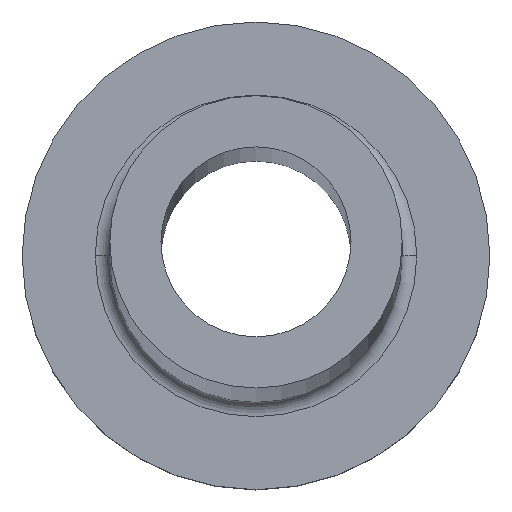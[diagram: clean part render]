
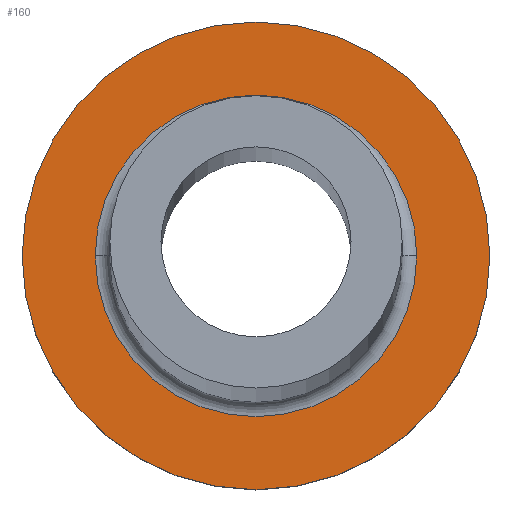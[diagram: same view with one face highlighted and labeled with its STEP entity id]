
A CAD part, top view. The second image highlights one B-rep face of the part: STEP entity #160.
In plain terms, the highlighted planar face has unit normal (0, 0, 1).
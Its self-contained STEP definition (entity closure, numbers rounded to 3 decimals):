
#18 = CARTESIAN_POINT ( 'NONE',  ( 0., 0., 5. ) ) ;
#25 = FACE_OUTER_BOUND ( 'NONE', #354, .T. ) ;
#27 = AXIS2_PLACEMENT_3D ( 'NONE', #126, #262, #57 ) ;
#30 = EDGE_LOOP ( 'NONE', ( #89, #209 ) ) ;
#31 = EDGE_CURVE ( 'NONE', #297, #150, #308, .T. ) ;
#57 = DIRECTION ( 'NONE',  ( 1., 0., 0. ) ) ;
#69 = AXIS2_PLACEMENT_3D ( 'NONE', #169, #138, #258 ) ;
#86 = ORIENTED_EDGE ( 'NONE', *, *, #154, .T. ) ;
#87 = DIRECTION ( 'NONE',  ( 1., 0., 0. ) ) ;
#89 = ORIENTED_EDGE ( 'NONE', *, *, #276, .T. ) ;
#100 = AXIS2_PLACEMENT_3D ( 'NONE', #377, #191, #309 ) ;
#126 = CARTESIAN_POINT ( 'NONE',  ( 0., 0., 5. ) ) ;
#127 = VERTEX_POINT ( 'NONE', #282 ) ;
#130 = DIRECTION ( 'NONE',  ( 0., 0., 1. ) ) ;
#137 = EDGE_CURVE ( 'NONE', #127, #236, #231, .T. ) ;
#138 = DIRECTION ( 'NONE',  ( 0., 0., -1. ) ) ;
#139 = PLANE ( 'NONE',  #27 ) ;
#145 = CARTESIAN_POINT ( 'NONE',  ( 0., 0., 5. ) ) ;
#148 = DIRECTION ( 'NONE',  ( 0., 0., -1. ) ) ;
#149 = CIRCLE ( 'NONE', #100, 8. ) ;
#150 = VERTEX_POINT ( 'NONE', #372 ) ;
#154 = EDGE_CURVE ( 'NONE', #150, #297, #149, .T. ) ;
#156 = CIRCLE ( 'NONE', #257, 5.5 ) ;
#160 = ADVANCED_FACE ( 'NONE', ( #164, #25 ), #139, .T. ) ;
#164 = FACE_BOUND ( 'NONE', #30, .T. ) ;
#169 = CARTESIAN_POINT ( 'NONE',  ( 0., 0., 5. ) ) ;
#180 = ORIENTED_EDGE ( 'NONE', *, *, #31, .T. ) ;
#191 = DIRECTION ( 'NONE',  ( 0., 0., 1. ) ) ;
#193 = AXIS2_PLACEMENT_3D ( 'NONE', #18, #130, #246 ) ;
#208 = CARTESIAN_POINT ( 'NONE',  ( -8., 0., 5. ) ) ;
#209 = ORIENTED_EDGE ( 'NONE', *, *, #137, .T. ) ;
#231 = CIRCLE ( 'NONE', #69, 5.5 ) ;
#236 = VERTEX_POINT ( 'NONE', #296 ) ;
#246 = DIRECTION ( 'NONE',  ( 1., 0., 0. ) ) ;
#257 = AXIS2_PLACEMENT_3D ( 'NONE', #145, #148, #87 ) ;
#258 = DIRECTION ( 'NONE',  ( 1., 0., 0. ) ) ;
#262 = DIRECTION ( 'NONE',  ( 0., 0., 1. ) ) ;
#276 = EDGE_CURVE ( 'NONE', #236, #127, #156, .T. ) ;
#282 = CARTESIAN_POINT ( 'NONE',  ( -5.5, 0., 5. ) ) ;
#296 = CARTESIAN_POINT ( 'NONE',  ( 5.5, 0., 5. ) ) ;
#297 = VERTEX_POINT ( 'NONE', #208 ) ;
#308 = CIRCLE ( 'NONE', #193, 8. ) ;
#309 = DIRECTION ( 'NONE',  ( 1., 0., 0. ) ) ;
#354 = EDGE_LOOP ( 'NONE', ( #180, #86 ) ) ;
#372 = CARTESIAN_POINT ( 'NONE',  ( 8., 0., 5. ) ) ;
#377 = CARTESIAN_POINT ( 'NONE',  ( 0., 0., 5. ) ) ;
